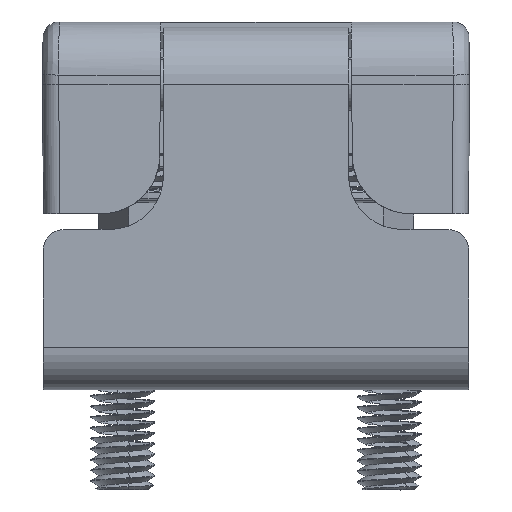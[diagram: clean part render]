
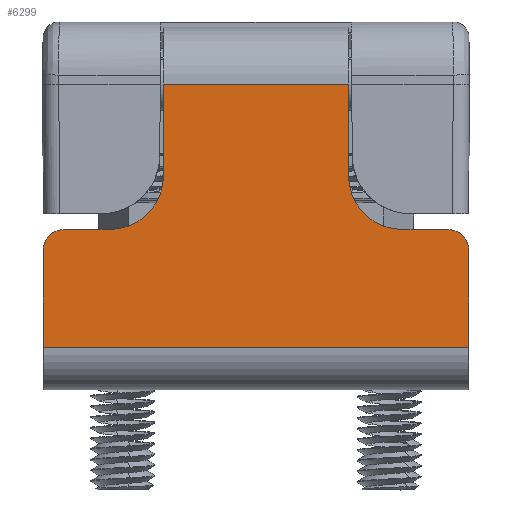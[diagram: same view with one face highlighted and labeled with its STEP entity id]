
A CAD part, left-side view. The second image highlights one B-rep face of the part: STEP entity #6299.
In plain terms, the highlighted planar face has unit normal (-1, 0, 0).
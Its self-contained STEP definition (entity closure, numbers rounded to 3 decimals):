
#417 = DIRECTION ( 'NONE',  ( 0., 0., -1. ) ) ;
#569 = DIRECTION ( 'NONE',  ( 0., 0., 1. ) ) ;
#771 = AXIS2_PLACEMENT_3D ( 'NONE', #37652, #14218, #33727 ) ;
#1004 = CARTESIAN_POINT ( 'NONE',  ( 13.65, 8.7, -2.416 ) ) ;
#1064 = DIRECTION ( 'NONE',  ( 0., 0., 1. ) ) ;
#1996 = AXIS2_PLACEMENT_3D ( 'NONE', #7617, #30193, #417 ) ;
#2895 = CARTESIAN_POINT ( 'NONE',  ( 13.65, -13.7, -6.916 ) ) ;
#2988 = ORIENTED_EDGE ( 'NONE', *, *, #36242, .T. ) ;
#3053 = ORIENTED_EDGE ( 'NONE', *, *, #11086, .F. ) ;
#3286 = DIRECTION ( 'NONE',  ( 1., 0., 0. ) ) ;
#3577 = CIRCLE ( 'NONE', #771, 2. ) ;
#3823 = EDGE_CURVE ( 'NONE', #5150, #13720, #26517, .T. ) ;
#3878 = CARTESIAN_POINT ( 'NONE',  ( 13.65, -8.7, 6.734 ) ) ;
#3946 = CARTESIAN_POINT ( 'NONE',  ( 13.65, -20., -6.916 ) ) ;
#4366 = EDGE_CURVE ( 'NONE', #7131, #36824, #25168, .T. ) ;
#4738 = ORIENTED_EDGE ( 'NONE', *, *, #37355, .T. ) ;
#4873 = CARTESIAN_POINT ( 'NONE',  ( 13.65, -8.7, 6.734 ) ) ;
#4883 = ORIENTED_EDGE ( 'NONE', *, *, #13456, .T. ) ;
#5086 = CARTESIAN_POINT ( 'NONE',  ( 13.65, -2.9, 6.734 ) ) ;
#5150 = VERTEX_POINT ( 'NONE', #26469 ) ;
#5324 = LINE ( 'NONE', #42113, #22892 ) ;
#5408 = ORIENTED_EDGE ( 'NONE', *, *, #32713, .T. ) ;
#6299 = ADVANCED_FACE ( 'NONE', ( #11560 ), #8683, .T. ) ;
#6361 = CARTESIAN_POINT ( 'NONE',  ( 13.65, -8.7, -20.916 ) ) ;
#6905 = ORIENTED_EDGE ( 'NONE', *, *, #39112, .F. ) ;
#7131 = VERTEX_POINT ( 'NONE', #33926 ) ;
#7448 = ORIENTED_EDGE ( 'NONE', *, *, #4366, .F. ) ;
#7617 = CARTESIAN_POINT ( 'NONE',  ( 13.65, 13.7, -1.916 ) ) ;
#7778 = VERTEX_POINT ( 'NONE', #9829 ) ;
#7831 = CARTESIAN_POINT ( 'NONE',  ( 13.65, -20., -20.916 ) ) ;
#7869 = CARTESIAN_POINT ( 'NONE',  ( 13.65, 20., -17.996 ) ) ;
#8045 = ORIENTED_EDGE ( 'NONE', *, *, #26809, .F. ) ;
#8683 = PLANE ( 'NONE',  #26984 ) ;
#9417 = DIRECTION ( 'NONE',  ( 0., 0., 1. ) ) ;
#9829 = CARTESIAN_POINT ( 'NONE',  ( 13.65, 8.7, 6.734 ) ) ;
#10052 = DIRECTION ( 'NONE',  ( 0., 0., 1. ) ) ;
#10630 = VECTOR ( 'NONE', #18577, 1000. ) ;
#11086 = EDGE_CURVE ( 'NONE', #21483, #7778, #37557, .T. ) ;
#11341 = DIRECTION ( 'NONE',  ( -1., 0., 0. ) ) ;
#11560 = FACE_OUTER_BOUND ( 'NONE', #12100, .T. ) ;
#11598 = CARTESIAN_POINT ( 'NONE',  ( 13.65, -20., -17.996 ) ) ;
#11746 = VECTOR ( 'NONE', #17307, 1000. ) ;
#12100 = EDGE_LOOP ( 'NONE', ( #4883, #8045, #16941, #4738, #42267, #34206, #3053, #2988, #40172, #6905, #5408, #7448 ) ) ;
#12310 = VERTEX_POINT ( 'NONE', #30372 ) ;
#12480 = DIRECTION ( 'NONE',  ( 1., 0., 0. ) ) ;
#12914 = VECTOR ( 'NONE', #39299, 1000. ) ;
#13187 = VERTEX_POINT ( 'NONE', #18497 ) ;
#13456 = EDGE_CURVE ( 'NONE', #7131, #38109, #15668, .T. ) ;
#13720 = VERTEX_POINT ( 'NONE', #3878 ) ;
#14218 = DIRECTION ( 'NONE',  ( 1., 0., 0. ) ) ;
#14731 = CARTESIAN_POINT ( 'NONE',  ( 13.65, 8.7, 6.734 ) ) ;
#15125 = DIRECTION ( 'NONE',  ( 0., 0., -1. ) ) ;
#15668 = LINE ( 'NONE', #39082, #12914 ) ;
#16647 = CARTESIAN_POINT ( 'NONE',  ( 13.65, -18., -8.917 ) ) ;
#16839 = VERTEX_POINT ( 'NONE', #20368 ) ;
#16941 = ORIENTED_EDGE ( 'NONE', *, *, #34039, .T. ) ;
#17307 = DIRECTION ( 'NONE',  ( 0., 1., 0. ) ) ;
#18366 = LINE ( 'NONE', #31719, #10630 ) ;
#18497 = CARTESIAN_POINT ( 'NONE',  ( 13.65, -18., -6.916 ) ) ;
#18577 = DIRECTION ( 'NONE',  ( 0., 1., 0. ) ) ;
#19049 = CARTESIAN_POINT ( 'NONE',  ( 13.65, -13.7, -1.916 ) ) ;
#20280 = VERTEX_POINT ( 'NONE', #31210 ) ;
#20368 = CARTESIAN_POINT ( 'NONE',  ( 13.65, 13.7, -6.916 ) ) ;
#20498 = EDGE_CURVE ( 'NONE', #7778, #13720, #33115, .T. ) ;
#21452 = CARTESIAN_POINT ( 'NONE',  ( 13.65, -6.667, -17.996 ) ) ;
#21483 = VERTEX_POINT ( 'NONE', #25142 ) ;
#22038 = VECTOR ( 'NONE', #9417, 1000. ) ;
#22892 = VECTOR ( 'NONE', #25466, 1000. ) ;
#25142 = CARTESIAN_POINT ( 'NONE',  ( 13.65, 8.7, -1.916 ) ) ;
#25168 = B_SPLINE_CURVE_WITH_KNOTS ( 'NONE', 3,
 ( #11598, #21452, #31954, #7869 ),
 .UNSPECIFIED., .F., .F.,
 ( 4, 4 ),
 ( 0., 1. ),
 .UNSPECIFIED. ) ;
#25466 = DIRECTION ( 'NONE',  ( 0., 0., -1. ) ) ;
#26124 = CIRCLE ( 'NONE', #36633, 2. ) ;
#26466 = CIRCLE ( 'NONE', #1996, 5. ) ;
#26469 = CARTESIAN_POINT ( 'NONE',  ( 13.65, -8.7, -1.916 ) ) ;
#26517 = LINE ( 'NONE', #6361, #22038 ) ;
#26809 = EDGE_CURVE ( 'NONE', #13187, #38109, #26124, .T. ) ;
#26984 = AXIS2_PLACEMENT_3D ( 'NONE', #7831, #11341, #1064 ) ;
#27683 = CARTESIAN_POINT ( 'NONE',  ( 13.65, -20., -8.916 ) ) ;
#28100 = CARTESIAN_POINT ( 'NONE',  ( 13.65, 2.9, 6.734 ) ) ;
#28503 = AXIS2_PLACEMENT_3D ( 'NONE', #19049, #12480, #15125 ) ;
#30193 = DIRECTION ( 'NONE',  ( 1., 0., 0. ) ) ;
#30372 = CARTESIAN_POINT ( 'NONE',  ( 13.65, 20., -8.916 ) ) ;
#31210 = CARTESIAN_POINT ( 'NONE',  ( 13.65, 18., -6.916 ) ) ;
#31719 = CARTESIAN_POINT ( 'NONE',  ( 13.65, -20., -6.916 ) ) ;
#31954 = CARTESIAN_POINT ( 'NONE',  ( 13.65, 6.667, -17.996 ) ) ;
#32713 = EDGE_CURVE ( 'NONE', #12310, #36824, #5324, .T. ) ;
#33115 = B_SPLINE_CURVE_WITH_KNOTS ( 'NONE', 3,
 ( #14731, #28100, #5086, #4873 ),
 .UNSPECIFIED., .F., .F.,
 ( 4, 4 ),
 ( 0., 1. ),
 .UNSPECIFIED. ) ;
#33727 = DIRECTION ( 'NONE',  ( 0., 0., -1. ) ) ;
#33926 = CARTESIAN_POINT ( 'NONE',  ( 13.65, -20., -17.996 ) ) ;
#34039 = EDGE_CURVE ( 'NONE', #13187, #36772, #37223, .T. ) ;
#34206 = ORIENTED_EDGE ( 'NONE', *, *, #20498, .F. ) ;
#34787 = CIRCLE ( 'NONE', #28503, 5. ) ;
#36242 = EDGE_CURVE ( 'NONE', #21483, #16839, #26466, .T. ) ;
#36633 = AXIS2_PLACEMENT_3D ( 'NONE', #16647, #3286, #10052 ) ;
#36772 = VERTEX_POINT ( 'NONE', #2895 ) ;
#36824 = VERTEX_POINT ( 'NONE', #42102 ) ;
#37223 = LINE ( 'NONE', #3946, #11746 ) ;
#37355 = EDGE_CURVE ( 'NONE', #36772, #5150, #34787, .T. ) ;
#37557 = LINE ( 'NONE', #1004, #37788 ) ;
#37652 = CARTESIAN_POINT ( 'NONE',  ( 13.65, 18., -8.917 ) ) ;
#37788 = VECTOR ( 'NONE', #569, 1000. ) ;
#38109 = VERTEX_POINT ( 'NONE', #27683 ) ;
#39082 = CARTESIAN_POINT ( 'NONE',  ( 13.65, -20., -20.916 ) ) ;
#39112 = EDGE_CURVE ( 'NONE', #12310, #20280, #3577, .T. ) ;
#39299 = DIRECTION ( 'NONE',  ( 0., 0., 1. ) ) ;
#40172 = ORIENTED_EDGE ( 'NONE', *, *, #43062, .T. ) ;
#42102 = CARTESIAN_POINT ( 'NONE',  ( 13.65, 20., -17.996 ) ) ;
#42113 = CARTESIAN_POINT ( 'NONE',  ( 13.65, 20., -20.916 ) ) ;
#42267 = ORIENTED_EDGE ( 'NONE', *, *, #3823, .T. ) ;
#43062 = EDGE_CURVE ( 'NONE', #16839, #20280, #18366, .T. ) ;
